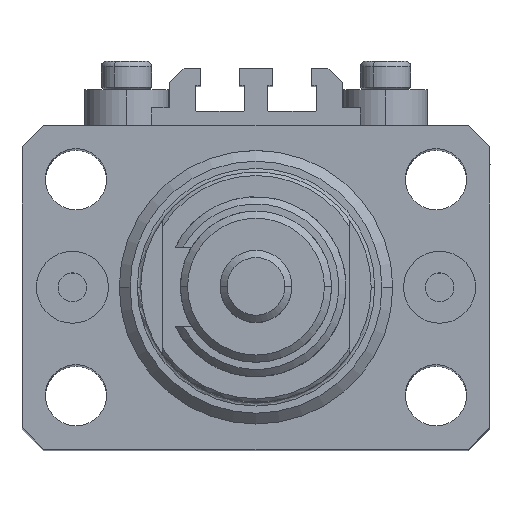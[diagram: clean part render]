
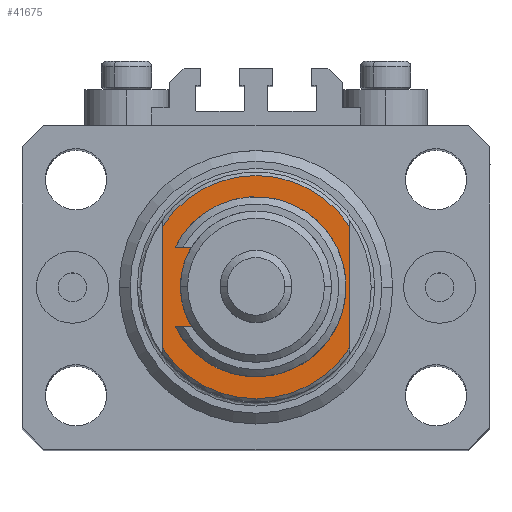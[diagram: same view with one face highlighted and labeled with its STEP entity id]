
A CAD part, top view. The second image highlights one B-rep face of the part: STEP entity #41675.
In plain terms, the highlighted face is planar.
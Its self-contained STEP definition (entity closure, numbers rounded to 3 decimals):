
#337 = CARTESIAN_POINT ( 'NONE',  ( 0., 0., -6.5 ) ) ;
#2102 = AXIS2_PLACEMENT_3D ( 'NONE', #27753, #43196, #15595 ) ;
#2479 = DIRECTION ( 'NONE',  ( 0., -1., 0. ) ) ;
#4338 = EDGE_LOOP ( 'NONE', ( #35929, #21529, #8183, #48584 ) ) ;
#5009 = FACE_OUTER_BOUND ( 'NONE', #4338, .T. ) ;
#6080 = CARTESIAN_POINT ( 'NONE',  ( 13., -8.441, -6.5 ) ) ;
#6116 = VERTEX_POINT ( 'NONE', #35033 ) ;
#7488 = DIRECTION ( 'NONE',  ( -1., 0., 0. ) ) ;
#8183 = ORIENTED_EDGE ( 'NONE', *, *, #21575, .T. ) ;
#8576 = CARTESIAN_POINT ( 'NONE',  ( -13., 8.441, -6.5 ) ) ;
#8935 = DIRECTION ( 'NONE',  ( -1., 0., 0. ) ) ;
#9198 = ORIENTED_EDGE ( 'NONE', *, *, #23867, .T. ) ;
#10229 = LINE ( 'NONE', #36816, #48139 ) ;
#10407 = VERTEX_POINT ( 'NONE', #33801 ) ;
#12450 = DIRECTION ( 'NONE',  ( 0., 0., 1. ) ) ;
#13064 = CARTESIAN_POINT ( 'NONE',  ( 0., 0., -6.5 ) ) ;
#13758 = EDGE_CURVE ( 'NONE', #39811, #35126, #10229, .T. ) ;
#14381 = EDGE_CURVE ( 'NONE', #39811, #6116, #40786, .T. ) ;
#15595 = DIRECTION ( 'NONE',  ( -1., 0., 0. ) ) ;
#15657 = EDGE_CURVE ( 'NONE', #6116, #45067, #41194, .T. ) ;
#16199 = EDGE_LOOP ( 'NONE', ( #21579, #9198 ) ) ;
#17641 = CARTESIAN_POINT ( 'NONE',  ( 13., -43.081, -6.5 ) ) ;
#17906 = AXIS2_PLACEMENT_3D ( 'NONE', #13064, #43463, #43957 ) ;
#18371 = DIRECTION ( 'NONE',  ( 0., 0., 1. ) ) ;
#21529 = ORIENTED_EDGE ( 'NONE', *, *, #15657, .T. ) ;
#21575 = EDGE_CURVE ( 'NONE', #45067, #35126, #40335, .T. ) ;
#21579 = ORIENTED_EDGE ( 'NONE', *, *, #47647, .T. ) ;
#21613 = DIRECTION ( 'NONE',  ( 0., -1., 0. ) ) ;
#22599 = CIRCLE ( 'NONE', #33918, 9.5 ) ;
#22923 = CIRCLE ( 'NONE', #34242, 9.5 ) ;
#23867 = EDGE_CURVE ( 'NONE', #36333, #10407, #22599, .T. ) ;
#24158 = AXIS2_PLACEMENT_3D ( 'NONE', #31982, #24861, #8935 ) ;
#24541 = CARTESIAN_POINT ( 'NONE',  ( 9.5, 0., -6.5 ) ) ;
#24861 = DIRECTION ( 'NONE',  ( 0., 0., -1. ) ) ;
#26284 = CARTESIAN_POINT ( 'NONE',  ( -13., -8.441, -6.5 ) ) ;
#27753 = CARTESIAN_POINT ( 'NONE',  ( 0., 0., -6.5 ) ) ;
#29514 = VECTOR ( 'NONE', #2479, 1000. ) ;
#31437 = DIRECTION ( 'NONE',  ( -1., 0., 0. ) ) ;
#31982 = CARTESIAN_POINT ( 'NONE',  ( 0., 0., -6.5 ) ) ;
#33801 = CARTESIAN_POINT ( 'NONE',  ( -9.5, 0., -6.5 ) ) ;
#33918 = AXIS2_PLACEMENT_3D ( 'NONE', #42173, #18371, #7488 ) ;
#34242 = AXIS2_PLACEMENT_3D ( 'NONE', #337, #12450, #31437 ) ;
#35033 = CARTESIAN_POINT ( 'NONE',  ( 13., 8.441, -6.5 ) ) ;
#35126 = VERTEX_POINT ( 'NONE', #26284 ) ;
#35865 = FACE_BOUND ( 'NONE', #16199, .T. ) ;
#35929 = ORIENTED_EDGE ( 'NONE', *, *, #14381, .T. ) ;
#36333 = VERTEX_POINT ( 'NONE', #24541 ) ;
#36816 = CARTESIAN_POINT ( 'NONE',  ( -13., -43.081, -6.5 ) ) ;
#39811 = VERTEX_POINT ( 'NONE', #8576 ) ;
#40335 = CIRCLE ( 'NONE', #24158, 15.5 ) ;
#40786 = CIRCLE ( 'NONE', #2102, 15.5 ) ;
#41194 = LINE ( 'NONE', #17641, #29514 ) ;
#41675 = ADVANCED_FACE ( 'NONE', ( #35865, #5009 ), #44201, .T. ) ;
#42173 = CARTESIAN_POINT ( 'NONE',  ( 0., 0., -6.5 ) ) ;
#43196 = DIRECTION ( 'NONE',  ( 0., 0., -1. ) ) ;
#43463 = DIRECTION ( 'NONE',  ( 0., 0., -1. ) ) ;
#43957 = DIRECTION ( 'NONE',  ( -1., 0., 0. ) ) ;
#44201 = PLANE ( 'NONE',  #17906 ) ;
#45067 = VERTEX_POINT ( 'NONE', #6080 ) ;
#47647 = EDGE_CURVE ( 'NONE', #10407, #36333, #22923, .T. ) ;
#48139 = VECTOR ( 'NONE', #21613, 1000. ) ;
#48584 = ORIENTED_EDGE ( 'NONE', *, *, #13758, .F. ) ;
